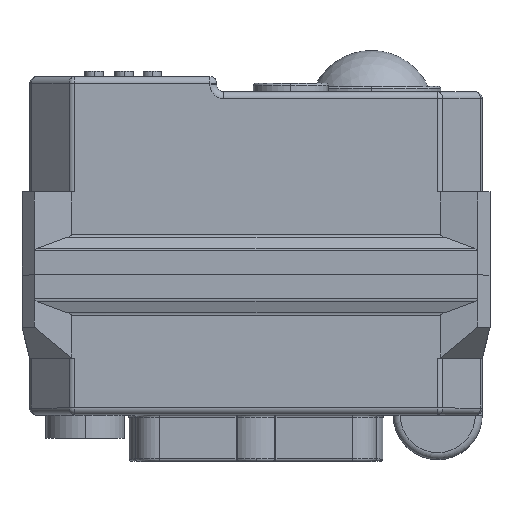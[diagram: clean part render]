
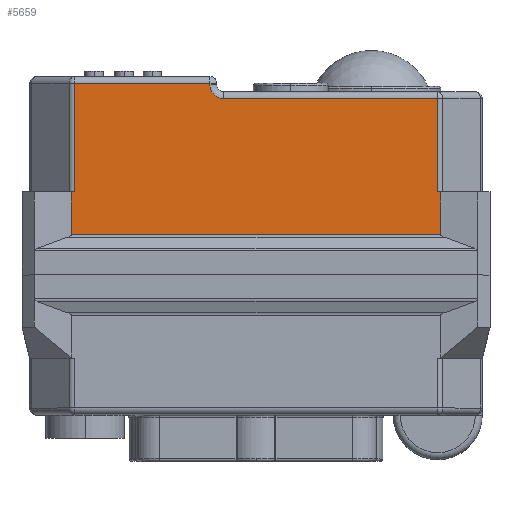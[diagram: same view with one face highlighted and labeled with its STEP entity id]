
A CAD part, top view. The second image highlights one B-rep face of the part: STEP entity #5659.
In plain terms, the highlighted planar face has unit normal (0, 0, 1).
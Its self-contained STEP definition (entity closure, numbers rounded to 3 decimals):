
#16 = CARTESIAN_POINT ( 'NONE',  ( -7., 78.5, 32.5 ) ) ;
#36 = ORIENTED_EDGE ( 'NONE', *, *, #6363, .T. ) ;
#84 = ORIENTED_EDGE ( 'NONE', *, *, #10165, .T. ) ;
#207 = VERTEX_POINT ( 'NONE', #12163 ) ;
#241 = EDGE_CURVE ( 'NONE', #10004, #555, #13379, .T. ) ;
#388 = CARTESIAN_POINT ( 'NONE',  ( 39.355, 78.5, 32.5 ) ) ;
#463 = AXIS2_PLACEMENT_3D ( 'NONE', #19041, #11645, #14323 ) ;
#555 = VERTEX_POINT ( 'NONE', #4468 ) ;
#1241 = VECTOR ( 'NONE', #11785, 1000. ) ;
#1297 = CARTESIAN_POINT ( 'NONE',  ( 40., 58.3, 32.5 ) ) ;
#1421 = CARTESIAN_POINT ( 'NONE',  ( -10., 81.8, 32.5 ) ) ;
#1557 = LINE ( 'NONE', #8913, #17291 ) ;
#1893 = VERTEX_POINT ( 'NONE', #7942 ) ;
#2053 = DIRECTION ( 'NONE',  ( -1., 0., 0. ) ) ;
#2075 = DIRECTION ( 'NONE',  ( 0., 0., -1. ) ) ;
#2200 = VERTEX_POINT ( 'NONE', #10750 ) ;
#2305 = ORIENTED_EDGE ( 'NONE', *, *, #241, .T. ) ;
#2361 = EDGE_CURVE ( 'NONE', #9340, #207, #19370, .T. ) ;
#2901 = DIRECTION ( 'NONE',  ( 0., -1., 0. ) ) ;
#3604 = VECTOR ( 'NONE', #4757, 1000. ) ;
#3815 = AXIS2_PLACEMENT_3D ( 'NONE', #11188, #2075, #12729 ) ;
#4301 = VERTEX_POINT ( 'NONE', #13464 ) ;
#4333 = DIRECTION ( 'NONE',  ( 0., -1., 0. ) ) ;
#4468 = CARTESIAN_POINT ( 'NONE',  ( 40., 49.1, 32.5 ) ) ;
#4517 = LINE ( 'NONE', #10886, #7110 ) ;
#4757 = DIRECTION ( 'NONE',  ( 0., -1., 0. ) ) ;
#4772 = LINE ( 'NONE', #6510, #16528 ) ;
#4784 = LINE ( 'NONE', #1297, #8371 ) ;
#4906 = EDGE_CURVE ( 'NONE', #18216, #1893, #17007, .T. ) ;
#5090 = VECTOR ( 'NONE', #16820, 1000. ) ;
#5659 = ADVANCED_FACE ( 'NONE', ( #15077 ), #8038, .F. ) ;
#5977 = EDGE_CURVE ( 'NONE', #9340, #555, #4784, .T. ) ;
#6241 = EDGE_CURVE ( 'NONE', #2200, #10004, #15341, .T. ) ;
#6363 = EDGE_CURVE ( 'NONE', #12510, #9023, #4772, .T. ) ;
#6510 = CARTESIAN_POINT ( 'NONE',  ( 49., 78.5, 32.5 ) ) ;
#6582 = CARTESIAN_POINT ( 'NONE',  ( -10., 81.5, 32.5 ) ) ;
#7062 = LINE ( 'NONE', #15644, #10658 ) ;
#7110 = VECTOR ( 'NONE', #13982, 1000. ) ;
#7932 = EDGE_CURVE ( 'NONE', #4301, #2200, #4517, .T. ) ;
#7942 = CARTESIAN_POINT ( 'NONE',  ( -39.355, 81.8, 32.5 ) ) ;
#8029 = EDGE_CURVE ( 'NONE', #10244, #9023, #16298, .T. ) ;
#8038 = PLANE ( 'NONE',  #3815 ) ;
#8371 = VECTOR ( 'NONE', #4333, 1000. ) ;
#8854 = VECTOR ( 'NONE', #16602, 1000. ) ;
#8913 = CARTESIAN_POINT ( 'NONE',  ( -39.355, 83.3, 32.5 ) ) ;
#9023 = VERTEX_POINT ( 'NONE', #16 ) ;
#9213 = CARTESIAN_POINT ( 'NONE',  ( 39.355, 83.3, 32.5 ) ) ;
#9340 = VERTEX_POINT ( 'NONE', #18343 ) ;
#9372 = ORIENTED_EDGE ( 'NONE', *, *, #6241, .T. ) ;
#10004 = VERTEX_POINT ( 'NONE', #14442 ) ;
#10165 = EDGE_CURVE ( 'NONE', #1893, #4301, #1557, .T. ) ;
#10244 = VERTEX_POINT ( 'NONE', #6582 ) ;
#10584 = CARTESIAN_POINT ( 'NONE',  ( 40., 49.1, 32.5 ) ) ;
#10658 = VECTOR ( 'NONE', #18667, 1000. ) ;
#10750 = CARTESIAN_POINT ( 'NONE',  ( -40., 58.3, 32.5 ) ) ;
#10886 = CARTESIAN_POINT ( 'NONE',  ( 0., 58.3, 32.5 ) ) ;
#11188 = CARTESIAN_POINT ( 'NONE',  ( 49., 83.3, 32.5 ) ) ;
#11270 = ORIENTED_EDGE ( 'NONE', *, *, #7932, .T. ) ;
#11277 = EDGE_CURVE ( 'NONE', #10244, #18216, #7062, .T. ) ;
#11645 = DIRECTION ( 'NONE',  ( 0., 0., 1. ) ) ;
#11785 = DIRECTION ( 'NONE',  ( 1., 0., 0. ) ) ;
#11944 = EDGE_CURVE ( 'NONE', #207, #12510, #16843, .T. ) ;
#12163 = CARTESIAN_POINT ( 'NONE',  ( 39.355, 58.3, 32.5 ) ) ;
#12262 = ORIENTED_EDGE ( 'NONE', *, *, #8029, .F. ) ;
#12510 = VERTEX_POINT ( 'NONE', #388 ) ;
#12726 = ORIENTED_EDGE ( 'NONE', *, *, #2361, .T. ) ;
#12729 = DIRECTION ( 'NONE',  ( -1., 0., 0. ) ) ;
#13379 = LINE ( 'NONE', #10584, #1241 ) ;
#13464 = CARTESIAN_POINT ( 'NONE',  ( -39.355, 58.3, 32.5 ) ) ;
#13529 = ORIENTED_EDGE ( 'NONE', *, *, #4906, .T. ) ;
#13803 = ORIENTED_EDGE ( 'NONE', *, *, #11944, .T. ) ;
#13914 = CARTESIAN_POINT ( 'NONE',  ( -40., 58.3, 32.5 ) ) ;
#13982 = DIRECTION ( 'NONE',  ( -1., 0., 0. ) ) ;
#14323 = DIRECTION ( 'NONE',  ( -1., 0., 0. ) ) ;
#14442 = CARTESIAN_POINT ( 'NONE',  ( -40., 49.1, 32.5 ) ) ;
#15077 = FACE_OUTER_BOUND ( 'NONE', #15823, .T. ) ;
#15317 = VECTOR ( 'NONE', #2053, 1000. ) ;
#15341 = LINE ( 'NONE', #13914, #3604 ) ;
#15644 = CARTESIAN_POINT ( 'NONE',  ( -10., 83.3, 32.5 ) ) ;
#15823 = EDGE_LOOP ( 'NONE', ( #9372, #2305, #18558, #12726, #13803, #36, #12262, #15827, #13529, #84, #11270 ) ) ;
#15827 = ORIENTED_EDGE ( 'NONE', *, *, #11277, .T. ) ;
#16298 = CIRCLE ( 'NONE', #463, 3. ) ;
#16528 = VECTOR ( 'NONE', #18784, 1000. ) ;
#16602 = DIRECTION ( 'NONE',  ( -1., 0., 0. ) ) ;
#16820 = DIRECTION ( 'NONE',  ( 0., 1., 0. ) ) ;
#16843 = LINE ( 'NONE', #9213, #5090 ) ;
#17007 = LINE ( 'NONE', #18133, #8854 ) ;
#17248 = CARTESIAN_POINT ( 'NONE',  ( 0., 58.3, 32.5 ) ) ;
#17291 = VECTOR ( 'NONE', #2901, 1000. ) ;
#18133 = CARTESIAN_POINT ( 'NONE',  ( -40., 81.8, 32.5 ) ) ;
#18216 = VERTEX_POINT ( 'NONE', #1421 ) ;
#18343 = CARTESIAN_POINT ( 'NONE',  ( 40., 58.3, 32.5 ) ) ;
#18558 = ORIENTED_EDGE ( 'NONE', *, *, #5977, .F. ) ;
#18667 = DIRECTION ( 'NONE',  ( 0., 1., 0. ) ) ;
#18784 = DIRECTION ( 'NONE',  ( -1., 0., 0. ) ) ;
#19041 = CARTESIAN_POINT ( 'NONE',  ( -7., 81.5, 32.5 ) ) ;
#19370 = LINE ( 'NONE', #17248, #15317 ) ;
